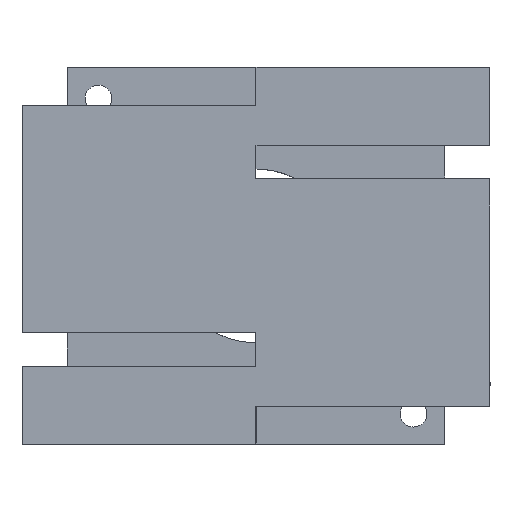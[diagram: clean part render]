
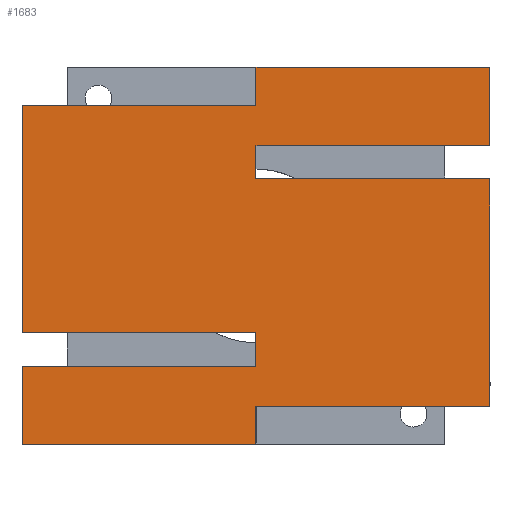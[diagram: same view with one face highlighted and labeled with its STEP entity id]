
A CAD part, top view. The second image highlights one B-rep face of the part: STEP entity #1683.
In plain terms, the highlighted planar face has unit normal (0, 0, 1).
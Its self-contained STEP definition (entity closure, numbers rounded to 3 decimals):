
#266=CARTESIAN_POINT('Vertex',(0.,-28.2,6.)) ;
#269=CARTESIAN_POINT('Line Origine',(-17.5,-28.2,6.)) ;
#273=CARTESIAN_POINT('Vertex',(-35.,-28.2,6.)) ;
#447=CARTESIAN_POINT('Vertex',(0.,28.2,6.)) ;
#451=CARTESIAN_POINT('Control Point',(35.,28.2,6.)) ;
#452=CARTESIAN_POINT('Control Point',(0.,28.2,6.)) ;
#453=CARTESIAN_POINT('Vertex',(35.,28.2,6.)) ;
#774=CARTESIAN_POINT('Vertex',(-35.,22.5,6.)) ;
#809=CARTESIAN_POINT('Vertex',(-35.,-11.5,6.)) ;
#812=CARTESIAN_POINT('Line Origine',(-35.,5.5,6.)) ;
#868=CARTESIAN_POINT('Vertex',(0.,22.5,6.)) ;
#871=CARTESIAN_POINT('Line Origine',(-17.5,22.5,6.)) ;
#932=CARTESIAN_POINT('Vertex',(35.,-22.5,6.)) ;
#967=CARTESIAN_POINT('Vertex',(35.,11.5,6.)) ;
#970=CARTESIAN_POINT('Line Origine',(35.,-5.5,6.)) ;
#1026=CARTESIAN_POINT('Vertex',(0.,-22.5,6.)) ;
#1029=CARTESIAN_POINT('Line Origine',(17.5,-22.5,6.)) ;
#1052=CARTESIAN_POINT('Vertex',(35.,16.5,6.)) ;
#1055=CARTESIAN_POINT('Line Origine',(17.5,16.5,6.)) ;
#1059=CARTESIAN_POINT('Vertex',(0.,16.5,6.)) ;
#1222=CARTESIAN_POINT('Vertex',(0.,-11.5,6.)) ;
#1229=CARTESIAN_POINT('Vertex',(0.,-16.5,6.)) ;
#1232=CARTESIAN_POINT('Line Origine',(0.,-14.,6.)) ;
#1253=CARTESIAN_POINT('Vertex',(0.,11.5,6.)) ;
#1256=CARTESIAN_POINT('Line Origine',(0.,14.,6.)) ;
#1319=CARTESIAN_POINT('Vertex',(-35.,-16.5,6.)) ;
#1322=CARTESIAN_POINT('Line Origine',(-17.5,-16.5,6.)) ;
#1397=CARTESIAN_POINT('Line Origine',(17.5,11.5,6.)) ;
#1455=CARTESIAN_POINT('Line Origine',(-17.5,-11.5,6.)) ;
#1551=CARTESIAN_POINT('Line Origine',(0.,25.35,6.)) ;
#1568=CARTESIAN_POINT('Line Origine',(35.,22.35,6.)) ;
#1643=CARTESIAN_POINT('Line Origine',(0.,-25.35,6.)) ;
#1655=CARTESIAN_POINT('Axis2P3D Location',(0.,0.,6.)) ;
#1660=CARTESIAN_POINT('Line Origine',(-35.,-22.35,6.)) ;
#270=DIRECTION('Vector Direction',(-1.,0.,0.)) ;
#813=DIRECTION('Vector Direction',(0.,-1.,0.)) ;
#872=DIRECTION('Vector Direction',(-1.,0.,0.)) ;
#971=DIRECTION('Vector Direction',(0.,1.,0.)) ;
#1030=DIRECTION('Vector Direction',(1.,0.,0.)) ;
#1056=DIRECTION('Vector Direction',(1.,0.,0.)) ;
#1233=DIRECTION('Vector Direction',(0.,1.,0.)) ;
#1257=DIRECTION('Vector Direction',(0.,-1.,0.)) ;
#1323=DIRECTION('Vector Direction',(-1.,0.,0.)) ;
#1398=DIRECTION('Vector Direction',(1.,0.,0.)) ;
#1456=DIRECTION('Vector Direction',(-1.,0.,0.)) ;
#1552=DIRECTION('Vector Direction',(0.,1.,0.)) ;
#1569=DIRECTION('Vector Direction',(0.,1.,0.)) ;
#1644=DIRECTION('Vector Direction',(0.,-1.,0.)) ;
#1656=DIRECTION('Axis2P3D Direction',(0.,-0.,1.)) ;
#1657=DIRECTION('Axis2P3D XDirection',(1.,0.,-0.)) ;
#1661=DIRECTION('Vector Direction',(0.,-1.,0.)) ;
#1658=AXIS2_PLACEMENT_3D('Plane Axis2P3D',#1655,#1656,#1657) ;
#1666=ORIENTED_EDGE('',*,*,#275,.T.) ;
#1667=ORIENTED_EDGE('',*,*,#1647,.F.) ;
#1668=ORIENTED_EDGE('',*,*,#1033,.T.) ;
#1669=ORIENTED_EDGE('',*,*,#974,.T.) ;
#1670=ORIENTED_EDGE('',*,*,#1401,.F.) ;
#1671=ORIENTED_EDGE('',*,*,#1260,.F.) ;
#1672=ORIENTED_EDGE('',*,*,#1061,.T.) ;
#1673=ORIENTED_EDGE('',*,*,#1572,.T.) ;
#1674=ORIENTED_EDGE('',*,*,#455,.T.) ;
#1675=ORIENTED_EDGE('',*,*,#1555,.F.) ;
#1676=ORIENTED_EDGE('',*,*,#875,.T.) ;
#1677=ORIENTED_EDGE('',*,*,#816,.T.) ;
#1678=ORIENTED_EDGE('',*,*,#1459,.F.) ;
#1679=ORIENTED_EDGE('',*,*,#1236,.F.) ;
#1680=ORIENTED_EDGE('',*,*,#1326,.T.) ;
#1681=ORIENTED_EDGE('',*,*,#1664,.T.) ;
#271=VECTOR('Line Direction',#270,1.) ;
#814=VECTOR('Line Direction',#813,1.) ;
#873=VECTOR('Line Direction',#872,1.) ;
#972=VECTOR('Line Direction',#971,1.) ;
#1031=VECTOR('Line Direction',#1030,1.) ;
#1057=VECTOR('Line Direction',#1056,1.) ;
#1234=VECTOR('Line Direction',#1233,1.) ;
#1258=VECTOR('Line Direction',#1257,1.) ;
#1324=VECTOR('Line Direction',#1323,1.) ;
#1399=VECTOR('Line Direction',#1398,1.) ;
#1457=VECTOR('Line Direction',#1456,1.) ;
#1553=VECTOR('Line Direction',#1552,1.) ;
#1570=VECTOR('Line Direction',#1569,1.) ;
#1645=VECTOR('Line Direction',#1644,1.) ;
#1662=VECTOR('Line Direction',#1661,1.) ;
#1683=ADVANCED_FACE('Cut-Extrude5',(#1682),#1659,.T.) ;
#450=B_SPLINE_CURVE_WITH_KNOTS('',1,(#451,#452),.UNSPECIFIED.,.F.,.U.,(2,2),(0.,35.),.UNSPECIFIED.) ;
#275=EDGE_CURVE('',#274,#267,#272,.F.) ;
#455=EDGE_CURVE('',#454,#448,#450,.T.) ;
#816=EDGE_CURVE('',#775,#810,#815,.T.) ;
#875=EDGE_CURVE('',#869,#775,#874,.T.) ;
#974=EDGE_CURVE('',#933,#968,#973,.T.) ;
#1033=EDGE_CURVE('',#1027,#933,#1032,.T.) ;
#1061=EDGE_CURVE('',#1060,#1053,#1058,.T.) ;
#1236=EDGE_CURVE('',#1230,#1223,#1235,.T.) ;
#1260=EDGE_CURVE('',#1060,#1254,#1259,.T.) ;
#1326=EDGE_CURVE('',#1230,#1320,#1325,.T.) ;
#1401=EDGE_CURVE('',#1254,#968,#1400,.T.) ;
#1459=EDGE_CURVE('',#1223,#810,#1458,.T.) ;
#1555=EDGE_CURVE('',#869,#448,#1554,.T.) ;
#1572=EDGE_CURVE('',#1053,#454,#1571,.T.) ;
#1647=EDGE_CURVE('',#1027,#267,#1646,.T.) ;
#1664=EDGE_CURVE('',#1320,#274,#1663,.T.) ;
#1665=EDGE_LOOP('',(#1666,#1667,#1668,#1669,#1670,#1671,#1672,#1673,#1674,#1675,#1676,#1677,#1678,#1679,#1680,#1681)) ;
#1682=FACE_OUTER_BOUND('',#1665,.T.) ;
#272=LINE('Line',#269,#271) ;
#815=LINE('Line',#812,#814) ;
#874=LINE('Line',#871,#873) ;
#973=LINE('Line',#970,#972) ;
#1032=LINE('Line',#1029,#1031) ;
#1058=LINE('Line',#1055,#1057) ;
#1235=LINE('Line',#1232,#1234) ;
#1259=LINE('Line',#1256,#1258) ;
#1325=LINE('Line',#1322,#1324) ;
#1400=LINE('Line',#1397,#1399) ;
#1458=LINE('Line',#1455,#1457) ;
#1554=LINE('Line',#1551,#1553) ;
#1571=LINE('Line',#1568,#1570) ;
#1646=LINE('Line',#1643,#1645) ;
#1663=LINE('Line',#1660,#1662) ;
#1659=PLANE('Plane',#1658) ;
#267=VERTEX_POINT('',#266) ;
#274=VERTEX_POINT('',#273) ;
#448=VERTEX_POINT('',#447) ;
#454=VERTEX_POINT('',#453) ;
#775=VERTEX_POINT('',#774) ;
#810=VERTEX_POINT('',#809) ;
#869=VERTEX_POINT('',#868) ;
#933=VERTEX_POINT('',#932) ;
#968=VERTEX_POINT('',#967) ;
#1027=VERTEX_POINT('',#1026) ;
#1053=VERTEX_POINT('',#1052) ;
#1060=VERTEX_POINT('',#1059) ;
#1223=VERTEX_POINT('',#1222) ;
#1230=VERTEX_POINT('',#1229) ;
#1254=VERTEX_POINT('',#1253) ;
#1320=VERTEX_POINT('',#1319) ;
